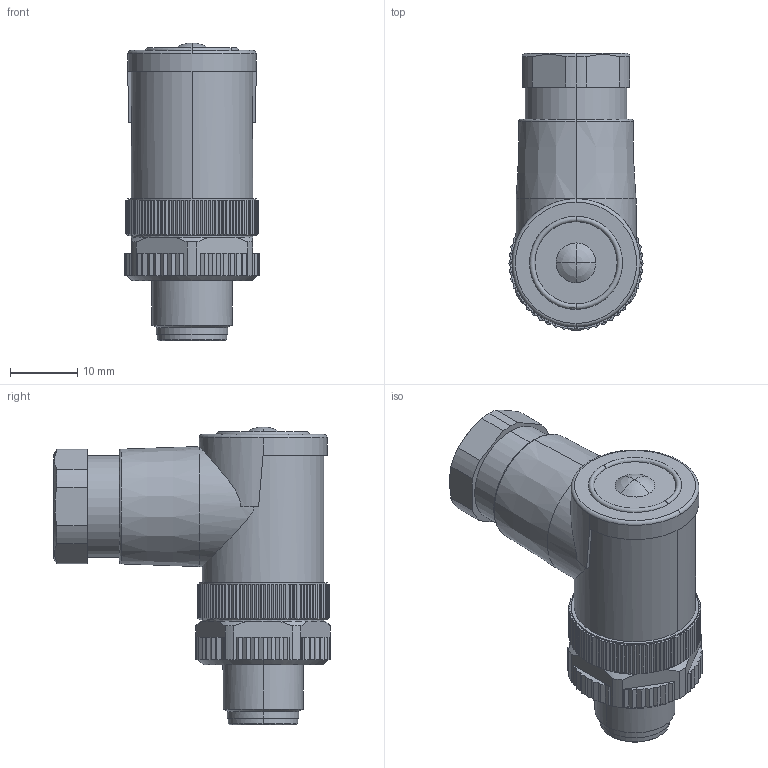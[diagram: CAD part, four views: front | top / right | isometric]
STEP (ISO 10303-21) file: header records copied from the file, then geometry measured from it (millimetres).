
FILE_DESCRIPTION(('CATIA V5 STEP Exchange','CAx-IF Rec.Pracs.--- Model Styling and Organization---1.4--- 2014-01-23'),'2;1');
FILE_NAME ('014229-2_1', '2023-03-20T08:14:14+00:00', ('none'), ('Weidmueller'), 'CATIA Version 5-6 Release 2016 SP3 HF44', 'CATIA V5 STEP AP214', 'none');
FILE_SCHEMA(('AUTOMOTIVE_DESIGN { 1 0 10303 214 1 1 1 1 }'));
Length unit declared in the file: millimetre
Products named in the file (1): 1481150000
Bounding box: 20 x 41.07 x 44.2 mm (x, y, z)
Volume: 14859 mm3; surface area: 5102 mm2
Topology: 5 solids, 5 shells, 614 faces, 1763 edges, 1159 vertices
Faces by surface type: plane 390, cylinder 168, cone 26, sphere 22, torus 8
Entity records: 20288 total; most frequent: CARTESIAN_POINT 5085, ORIENTED_EDGE 3486, DIRECTION 2571, EDGE_CURVE 1743, VERTEX_POINT 1159, AXIS2_PLACEMENT_3D 1040, VECTOR 930, LINE 930
